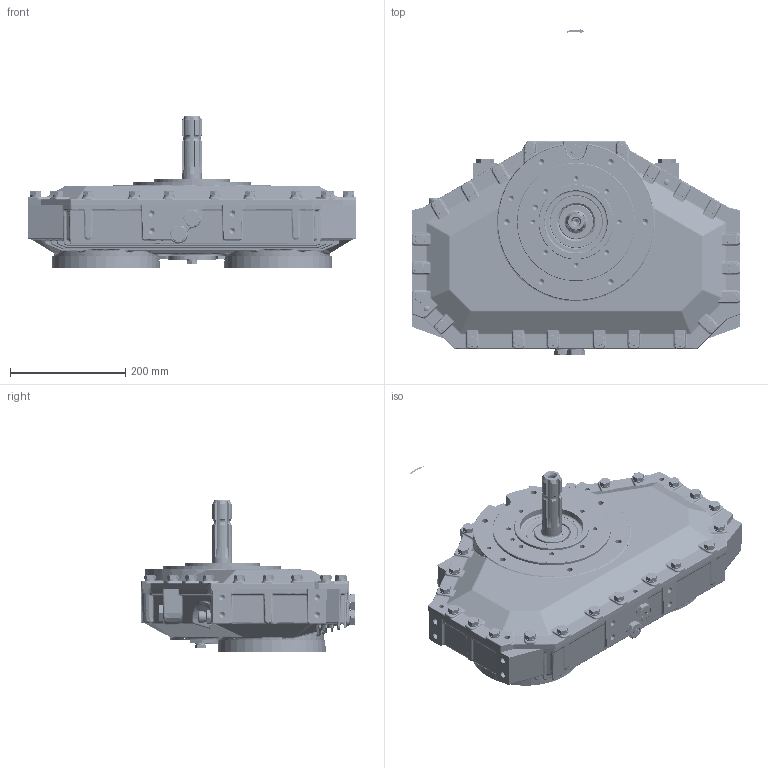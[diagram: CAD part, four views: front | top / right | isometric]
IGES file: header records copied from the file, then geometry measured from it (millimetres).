
Start section: SolidWorks IGES file using analytic representation for surfaces
Global section: file name: 1029015D.IGS; native system: SolidWorks 2010; preprocessor: SolidWorks 2010; author: Pezzinig; date: 150701.153939; units: millimetre
Bounding box: 570 x 565.04 x 262.5 mm (x, y, z)
Surface area: 1850714.3 mm2 (no closed solid volume)
Topology: 0 solids, 0 shells, 6742 faces, 152087 edges, 184155 vertices
Faces by surface type: bspline 4012, revolution 2730
